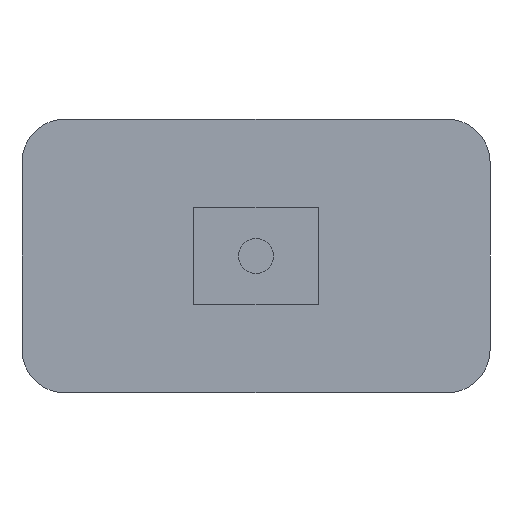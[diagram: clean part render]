
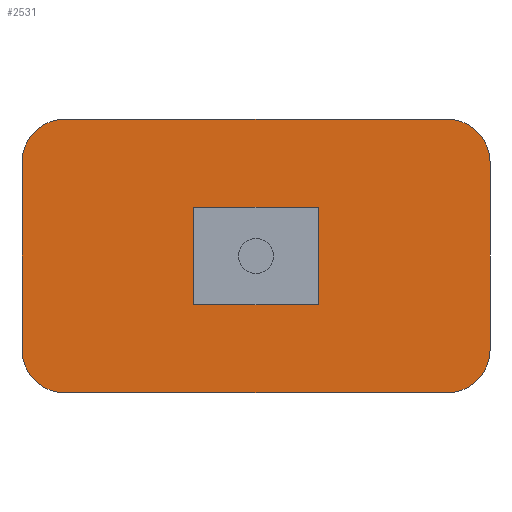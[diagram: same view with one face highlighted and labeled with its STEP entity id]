
A CAD part, front view. The second image highlights one B-rep face of the part: STEP entity #2531.
In plain terms, the highlighted planar face has unit normal (0, -1, 0).
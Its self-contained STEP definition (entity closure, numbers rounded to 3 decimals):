
#22 = AXIS2_PLACEMENT_3D ( 'NONE', #1387, #1381, #1373 ) ;
#50 = ORIENTED_EDGE ( 'NONE', *, *, #1501, .F. ) ;
#75 = ORIENTED_EDGE ( 'NONE', *, *, #1948, .F. ) ;
#160 = LINE ( 'NONE', #743, #3190 ) ;
#218 = CIRCLE ( 'NONE', #1211, 55. ) ;
#230 = CARTESIAN_POINT ( 'NONE',  ( -246., 0., 176. ) ) ;
#257 = VERTEX_POINT ( 'NONE', #3784 ) ;
#423 = DIRECTION ( 'NONE',  ( 0., 0., 1. ) ) ;
#488 = DIRECTION ( 'NONE',  ( 0., 1., 0. ) ) ;
#548 = CARTESIAN_POINT ( 'NONE',  ( 246., 0., -121. ) ) ;
#604 = PLANE ( 'NONE',  #1817 ) ;
#618 = CARTESIAN_POINT ( 'NONE',  ( -246., 0., -176. ) ) ;
#649 = AXIS2_PLACEMENT_3D ( 'NONE', #2362, #2376, #2382 ) ;
#662 = CIRCLE ( 'NONE', #22, 55. ) ;
#666 = CARTESIAN_POINT ( 'NONE',  ( 80., 0., -62.5 ) ) ;
#670 = VERTEX_POINT ( 'NONE', #3838 ) ;
#725 = ORIENTED_EDGE ( 'NONE', *, *, #2231, .F. ) ;
#741 = FACE_OUTER_BOUND ( 'NONE', #1648, .T. ) ;
#743 = CARTESIAN_POINT ( 'NONE',  ( 301., 0., -121. ) ) ;
#810 = VERTEX_POINT ( 'NONE', #2878 ) ;
#816 = FACE_BOUND ( 'NONE', #1916, .T. ) ;
#834 = VERTEX_POINT ( 'NONE', #2515 ) ;
#906 = VERTEX_POINT ( 'NONE', #666 ) ;
#992 = ORIENTED_EDGE ( 'NONE', *, *, #1713, .F. ) ;
#1009 = CARTESIAN_POINT ( 'NONE',  ( -246., 0., 176. ) ) ;
#1128 = EDGE_CURVE ( 'NONE', #3517, #257, #3008, .T. ) ;
#1156 = CARTESIAN_POINT ( 'NONE',  ( -301., 0., 121. ) ) ;
#1192 = LINE ( 'NONE', #1897, #1251 ) ;
#1211 = AXIS2_PLACEMENT_3D ( 'NONE', #1990, #3049, #1632 ) ;
#1240 = EDGE_CURVE ( 'NONE', #906, #810, #2869, .T. ) ;
#1251 = VECTOR ( 'NONE', #1921, 1000. ) ;
#1294 = VERTEX_POINT ( 'NONE', #230 ) ;
#1360 = AXIS2_PLACEMENT_3D ( 'NONE', #1808, #3832, #3407 ) ;
#1373 = DIRECTION ( 'NONE',  ( 0., 0., -1. ) ) ;
#1381 = DIRECTION ( 'NONE',  ( 0., 1., 0. ) ) ;
#1387 = CARTESIAN_POINT ( 'NONE',  ( 246., 0., 121. ) ) ;
#1459 = ORIENTED_EDGE ( 'NONE', *, *, #1677, .F. ) ;
#1501 = EDGE_CURVE ( 'NONE', #2968, #2509, #2302, .T. ) ;
#1508 = CARTESIAN_POINT ( 'NONE',  ( -301., 0., -121. ) ) ;
#1553 = LINE ( 'NONE', #1009, #1567 ) ;
#1567 = VECTOR ( 'NONE', #3351, 1000. ) ;
#1579 = VECTOR ( 'NONE', #3545, 1000. ) ;
#1613 = LINE ( 'NONE', #3581, #1579 ) ;
#1632 = DIRECTION ( 'NONE',  ( 0., 0., 1. ) ) ;
#1648 = EDGE_LOOP ( 'NONE', ( #1459, #2134, #2695, #75, #3496, #50, #3168, #3599 ) ) ;
#1677 = EDGE_CURVE ( 'NONE', #834, #2602, #2011, .T. ) ;
#1713 = EDGE_CURVE ( 'NONE', #810, #3517, #1953, .T. ) ;
#1808 = CARTESIAN_POINT ( 'NONE',  ( 246., 0., -121. ) ) ;
#1817 = AXIS2_PLACEMENT_3D ( 'NONE', #548, #488, #423 ) ;
#1897 = CARTESIAN_POINT ( 'NONE',  ( -80., 0., -62.5 ) ) ;
#1916 = EDGE_LOOP ( 'NONE', ( #3299, #725, #2782, #992 ) ) ;
#1919 = VECTOR ( 'NONE', #2635, 1000. ) ;
#1921 = DIRECTION ( 'NONE',  ( 1., 0., 0. ) ) ;
#1948 = EDGE_CURVE ( 'NONE', #1294, #3243, #1553, .T. ) ;
#1953 = LINE ( 'NONE', #3453, #1919 ) ;
#1990 = CARTESIAN_POINT ( 'NONE',  ( -246., 0., 121. ) ) ;
#2011 = CIRCLE ( 'NONE', #1360, 55. ) ;
#2134 = ORIENTED_EDGE ( 'NONE', *, *, #3834, .F. ) ;
#2231 = EDGE_CURVE ( 'NONE', #257, #906, #1192, .T. ) ;
#2293 = VECTOR ( 'NONE', #2830, 1000. ) ;
#2302 = LINE ( 'NONE', #2887, #2293 ) ;
#2328 = CARTESIAN_POINT ( 'NONE',  ( 80., 0., 62.5 ) ) ;
#2362 = CARTESIAN_POINT ( 'NONE',  ( -246., 0., -121. ) ) ;
#2376 = DIRECTION ( 'NONE',  ( 0., 1., 0. ) ) ;
#2382 = DIRECTION ( 'NONE',  ( 0., 0., -1. ) ) ;
#2509 = VERTEX_POINT ( 'NONE', #1156 ) ;
#2515 = CARTESIAN_POINT ( 'NONE',  ( 301., 0., -121. ) ) ;
#2531 = ADVANCED_FACE ( 'NONE', ( #741, #816 ), #604, .F. ) ;
#2602 = VERTEX_POINT ( 'NONE', #2851 ) ;
#2635 = DIRECTION ( 'NONE',  ( -1., 0., 0. ) ) ;
#2671 = EDGE_CURVE ( 'NONE', #3243, #670, #662, .T. ) ;
#2695 = ORIENTED_EDGE ( 'NONE', *, *, #2671, .F. ) ;
#2715 = CARTESIAN_POINT ( 'NONE',  ( 246., 0., 176. ) ) ;
#2782 = ORIENTED_EDGE ( 'NONE', *, *, #1128, .F. ) ;
#2828 = VERTEX_POINT ( 'NONE', #618 ) ;
#2830 = DIRECTION ( 'NONE',  ( 0., 0., 1. ) ) ;
#2850 = VECTOR ( 'NONE', #3885, 1000. ) ;
#2851 = CARTESIAN_POINT ( 'NONE',  ( 246., 0., -176. ) ) ;
#2869 = LINE ( 'NONE', #2328, #2850 ) ;
#2878 = CARTESIAN_POINT ( 'NONE',  ( 80., 0., 62.5 ) ) ;
#2887 = CARTESIAN_POINT ( 'NONE',  ( -301., 0., -121. ) ) ;
#2968 = VERTEX_POINT ( 'NONE', #1508 ) ;
#2991 = VECTOR ( 'NONE', #3653, 1000. ) ;
#3008 = LINE ( 'NONE', #3610, #2991 ) ;
#3049 = DIRECTION ( 'NONE',  ( 0., 1., 0. ) ) ;
#3089 = CIRCLE ( 'NONE', #649, 55. ) ;
#3126 = EDGE_CURVE ( 'NONE', #2828, #2968, #3089, .T. ) ;
#3168 = ORIENTED_EDGE ( 'NONE', *, *, #3126, .F. ) ;
#3190 = VECTOR ( 'NONE', #3656, 1000. ) ;
#3243 = VERTEX_POINT ( 'NONE', #2715 ) ;
#3299 = ORIENTED_EDGE ( 'NONE', *, *, #1240, .F. ) ;
#3351 = DIRECTION ( 'NONE',  ( 1., 0., 0. ) ) ;
#3407 = DIRECTION ( 'NONE',  ( 0., 0., 1. ) ) ;
#3426 = EDGE_CURVE ( 'NONE', #2602, #2828, #1613, .T. ) ;
#3453 = CARTESIAN_POINT ( 'NONE',  ( -80., 0., 62.5 ) ) ;
#3496 = ORIENTED_EDGE ( 'NONE', *, *, #3829, .F. ) ;
#3517 = VERTEX_POINT ( 'NONE', #3881 ) ;
#3545 = DIRECTION ( 'NONE',  ( -1., 0., 0. ) ) ;
#3581 = CARTESIAN_POINT ( 'NONE',  ( -246., 0., -176. ) ) ;
#3599 = ORIENTED_EDGE ( 'NONE', *, *, #3426, .F. ) ;
#3610 = CARTESIAN_POINT ( 'NONE',  ( -80., 0., 62.5 ) ) ;
#3653 = DIRECTION ( 'NONE',  ( 0., 0., -1. ) ) ;
#3656 = DIRECTION ( 'NONE',  ( 0., 0., -1. ) ) ;
#3784 = CARTESIAN_POINT ( 'NONE',  ( -80., 0., -62.5 ) ) ;
#3829 = EDGE_CURVE ( 'NONE', #2509, #1294, #218, .T. ) ;
#3832 = DIRECTION ( 'NONE',  ( 0., 1., 0. ) ) ;
#3834 = EDGE_CURVE ( 'NONE', #670, #834, #160, .T. ) ;
#3838 = CARTESIAN_POINT ( 'NONE',  ( 301., 0., 121. ) ) ;
#3881 = CARTESIAN_POINT ( 'NONE',  ( -80., 0., 62.5 ) ) ;
#3885 = DIRECTION ( 'NONE',  ( 0., 0., 1. ) ) ;
